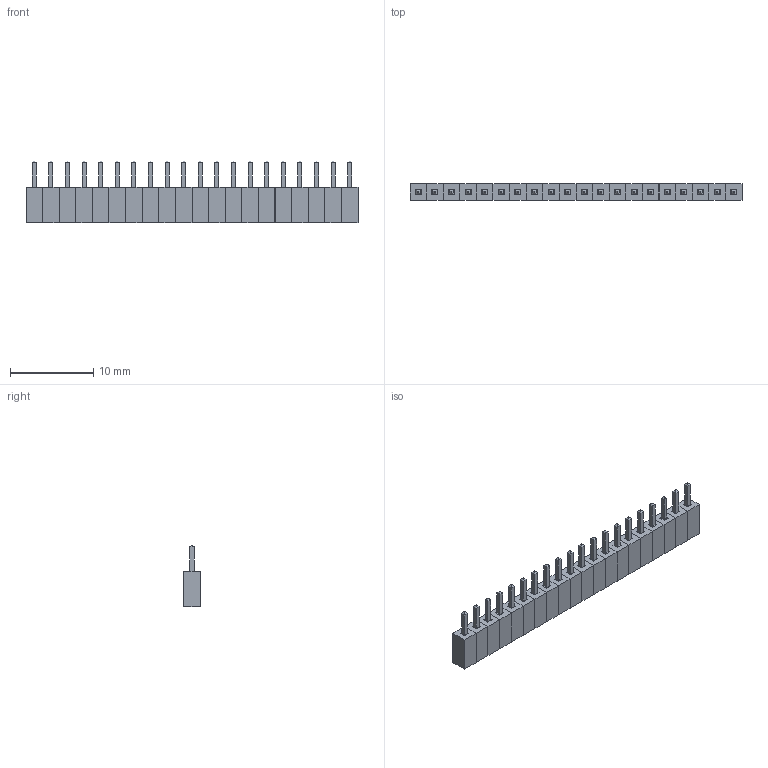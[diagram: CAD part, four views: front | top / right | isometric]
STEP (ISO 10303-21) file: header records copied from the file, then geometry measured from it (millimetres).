
FILE_DESCRIPTION (( 'STEP AP214' ), '1' );
FILE_NAME ('User Library-PBS2-20.STEP', '2019-09-18T11:04:20', ( '' ), ( '' ), 'SwSTEP 2.0', 'SolidWorks 2019', '' );
FILE_SCHEMA (( 'AUTOMOTIVE_DESIGN' ));
Length unit declared in the file: millimetre
Products named in the file (24): User Library-PBS2-20; PBS2_3; PBS2; PBS2_1; PBS2_2
Assembly tree (80 placements, depth 3):
  User Library-PBS2-20
    PBS2
      PBS2_1
      PBS2_2
      PBS2_3
    PBS2
      PBS2_1
      PBS2_2
      PBS2_3
    PBS2
      PBS2_1
      PBS2_2
      PBS2_3
    PBS2
      PBS2_1
      PBS2_2
      PBS2_3
    PBS2
      PBS2_1
      PBS2_2
      PBS2_3
    PBS2
      PBS2_1
      PBS2_2
      PBS2_3
    PBS2
      PBS2_1
      PBS2_2
      PBS2_3
    PBS2
      PBS2_1
      PBS2_2
      PBS2_3
    PBS2
      PBS2_1
      PBS2_2
      PBS2_3
    PBS2
      PBS2_1
      PBS2_2
      PBS2_3
    PBS2
      PBS2_1
      PBS2_2
      PBS2_3
    PBS2
      PBS2_1
      PBS2_2
      PBS2_3
    PBS2
      PBS2_1
      PBS2_2
      PBS2_3
    PBS2
      PBS2_1
      PBS2_2
      PBS2_3
    PBS2
      PBS2_1
      PBS2_2
Bounding box: 40 x 2 x 7.45 mm (x, y, z)
Volume: 337.7 mm3; surface area: 1621.6 mm2
Topology: 60 solids, 60 shells, 600 faces, 1360 edges, 880 vertices
Faces by surface type: plane 600
Entity records: 2288 total; most frequent: DIRECTION 334, CARTESIAN_POINT 245, ORIENTED_EDGE 136, AXIS2_PLACEMENT_3D 133, PRODUCT_DEFINITION_SHAPE 104, ITEM_DEFINED_TRANSFORMATION 80, CONTEXT_DEPENDENT_SHAPE_REPRESENTATION 80, NEXT_ASSEMBLY_USAGE_OCCURRENCE 80
